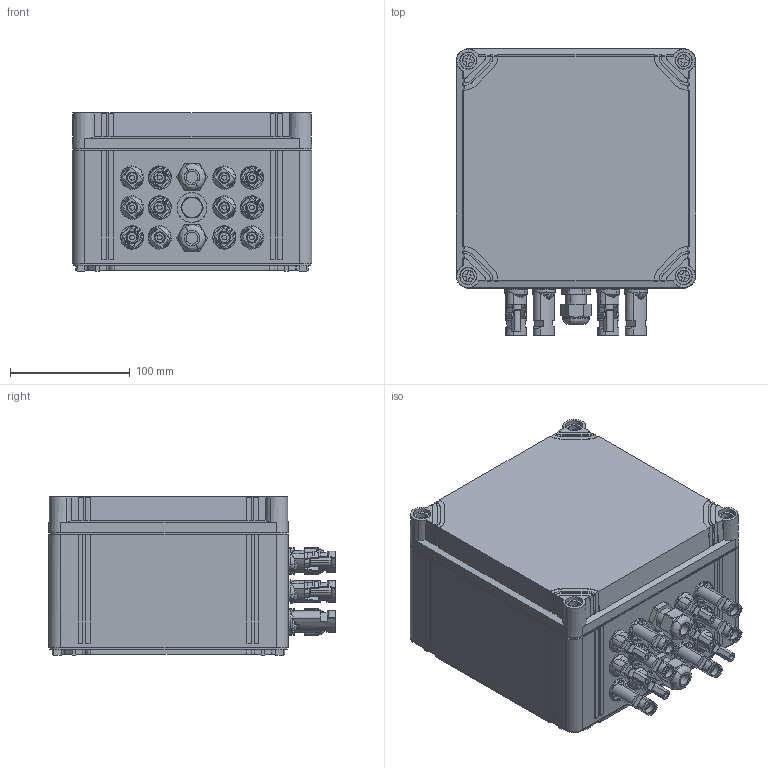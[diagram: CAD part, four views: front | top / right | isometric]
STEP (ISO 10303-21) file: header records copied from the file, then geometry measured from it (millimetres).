
FILE_DESCRIPTION(('CATIA V5 STEP Exchange','CAx-IF Rec.Pracs.--- Model Styling and Organization---1.4--- 2014-01-23'),'2;1');
FILE_NAME ('D1515274_1', '2023-05-10T12:06:49+00:00', ('none'), ('Weidmueller'), 'CATIA Version 5-6 Release 2016 SP3 HF44', 'CATIA V5 STEP AP214', 'none');
FILE_SCHEMA(('AUTOMOTIVE_DESIGN { 1 0 10303 214 1 1 1 1 }'));
Products named in the file (1): S3D_PVN_2IN_1OUT_WM4C
Bounding box: 200 x 239.25 x 132 mm (x, y, z)
Volume: 5114178.6 mm3; surface area: 342059.5 mm2
Topology: 21 solids, 21 shells, 1773 faces, 5352 edges, 3708 vertices
Faces by surface type: plane 1013, cylinder 502, cone 148, extrusion 48, sphere 30, revolution 24, bspline 4, torus 4
Entity records: 63695 total; most frequent: CARTESIAN_POINT 18051, ORIENTED_EDGE 10700, DIRECTION 6441, EDGE_CURVE 5350, VERTEX_POINT 3708, VECTOR 2723, LINE 2675, AXIS2_PLACEMENT_3D 2558
